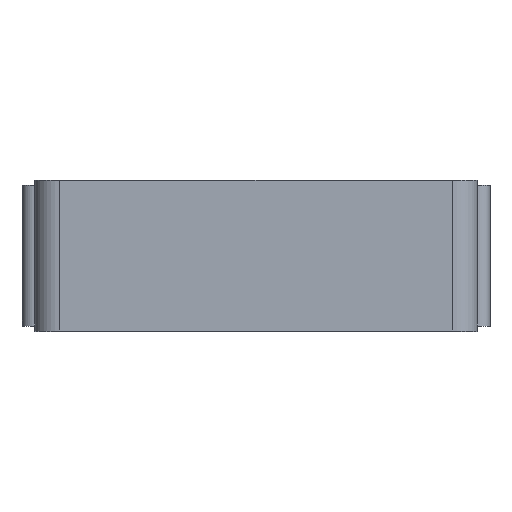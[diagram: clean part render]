
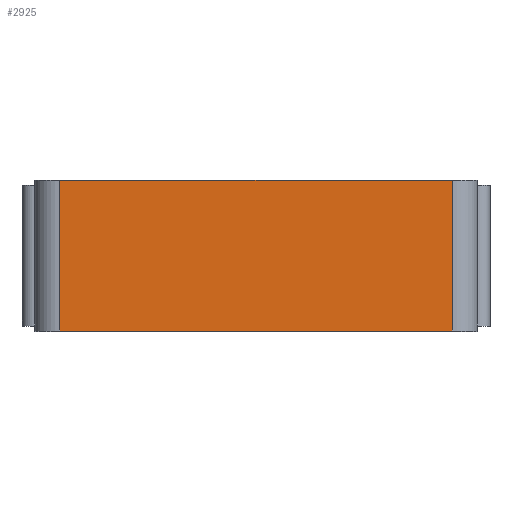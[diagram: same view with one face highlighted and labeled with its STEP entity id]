
A CAD part, top view. The second image highlights one B-rep face of the part: STEP entity #2925.
In plain terms, the highlighted planar face has unit normal (0, 0, 1).
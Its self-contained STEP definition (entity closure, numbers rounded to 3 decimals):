
#843=DIRECTION('',(0.,-1.,0.));
#844=VECTOR('',#843,3.);
#845=CARTESIAN_POINT('',(-3.9,1.5,11.));
#846=LINE('',#845,#844);
#847=DIRECTION('',(-1.,0.,0.));
#848=VECTOR('',#847,7.8);
#849=CARTESIAN_POINT('',(3.9,1.5,11.));
#850=LINE('',#849,#848);
#851=DIRECTION('',(0.,1.,0.));
#852=VECTOR('',#851,3.);
#853=CARTESIAN_POINT('',(3.9,-1.5,11.));
#854=LINE('',#853,#852);
#855=DIRECTION('',(1.,0.,0.));
#856=VECTOR('',#855,7.8);
#857=CARTESIAN_POINT('',(-3.9,-1.5,11.));
#858=LINE('',#857,#856);
#1609=CARTESIAN_POINT('',(-3.9,-1.5,11.));
#1611=VERTEX_POINT('',#1609);
#1614=CARTESIAN_POINT('',(-3.9,1.5,11.));
#1616=VERTEX_POINT('',#1614);
#1617=CARTESIAN_POINT('',(3.9,1.5,11.));
#1619=VERTEX_POINT('',#1617);
#1622=CARTESIAN_POINT('',(3.9,-1.5,11.));
#1624=VERTEX_POINT('',#1622);
#2913=CARTESIAN_POINT('',(0.,0.,11.));
#2914=DIRECTION('',(0.,0.,1.));
#2915=DIRECTION('',(1.,0.,0.));
#2916=AXIS2_PLACEMENT_3D('',#2913,#2914,#2915);
#2917=PLANE('',#2916);
#2918=ORIENTED_EDGE('',*,*,#2675,.F.);
#2919=ORIENTED_EDGE('',*,*,#2632,.F.);
#2921=ORIENTED_EDGE('',*,*,#2920,.F.);
#2922=ORIENTED_EDGE('',*,*,#2860,.F.);
#2923=EDGE_LOOP('',(#2918,#2919,#2921,#2922));
#2924=FACE_OUTER_BOUND('',#2923,.F.);
#2632=EDGE_CURVE('',#1619,#1616,#850,.T.);
#2675=EDGE_CURVE('',#1616,#1611,#846,.T.);
#2860=EDGE_CURVE('',#1611,#1624,#858,.T.);
#2920=EDGE_CURVE('',#1624,#1619,#854,.T.);
#2925=ADVANCED_FACE('',(#2924),#2917,.T.);
